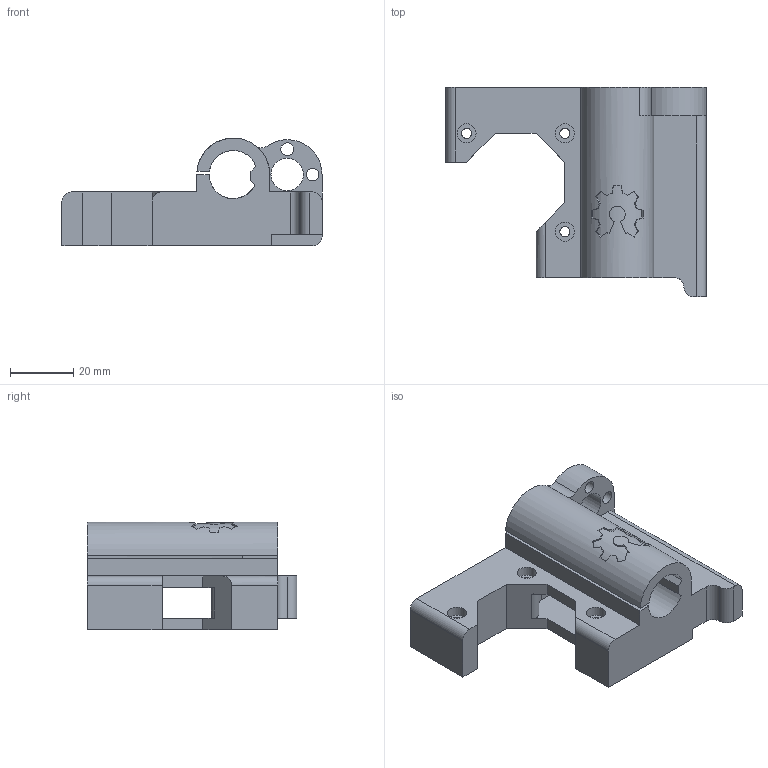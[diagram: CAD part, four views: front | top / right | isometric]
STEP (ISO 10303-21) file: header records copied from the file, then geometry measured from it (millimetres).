
FILE_DESCRIPTION(/* description */ (''),/* implementation_level */ '2;1');
FILE_NAME(/* name */ 'x_motor_holder.step',/* time_stamp */ '2022-06-08T09:14:59+02:00',/* author */ (''),/* organization */ (''),/* preprocessor_version */ 'ST-DEVELOPER v18.1',/* originating_system */ 'Autodesk Translation Framework v10.14.0.1471',/* authorisation */ '');
FILE_SCHEMA (('AUTOMOTIVE_DESIGN { 1 0 10303 214 3 1 1 }'));
Length unit declared in the file: millimetre
Products named in the file (1): x_motor_holder
Bounding box: 82 x 66 x 34 mm (x, y, z)
Volume: 50473.8 mm3; surface area: 23126.1 mm2
Topology: 1 solids, 1 shells, 121 faces, 336 edges, 224 vertices
Faces by surface type: plane 58, cylinder 34, bspline 29
Full cylindrical faces by diameter (mm): 3.2 x3, 3.5 x1, 4 x5, 6 x3, 8.1 x2, 10.2 x1
Entity records: 4401 total; most frequent: CARTESIAN_POINT 1362, ORIENTED_EDGE 672, DIRECTION 532, EDGE_CURVE 336, VERTEX_POINT 224, LINE 204, VECTOR 204, AXIS2_PLACEMENT_3D 164
